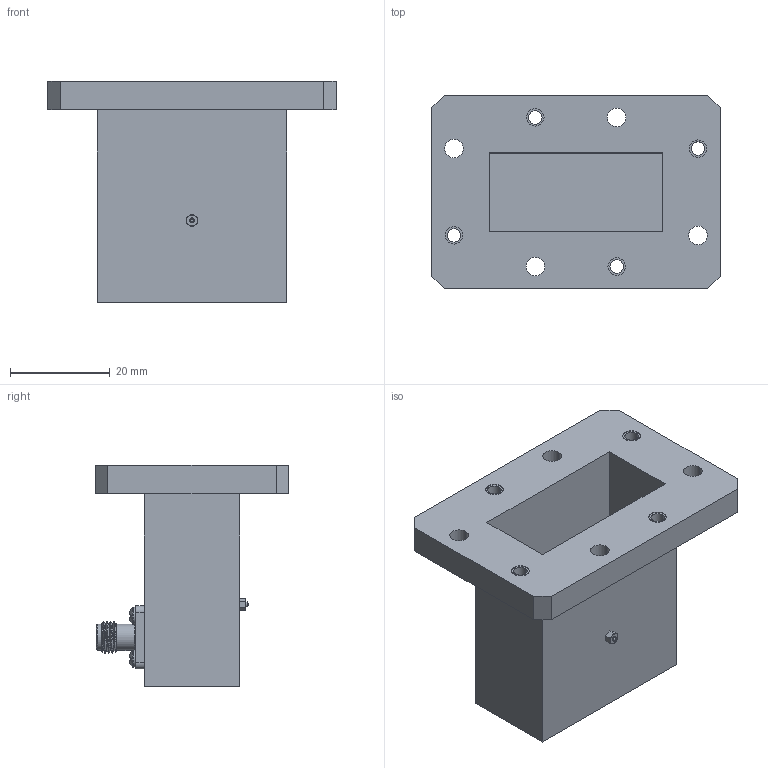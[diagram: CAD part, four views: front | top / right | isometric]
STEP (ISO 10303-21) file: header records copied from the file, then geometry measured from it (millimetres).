
FILE_DESCRIPTION (( 'STEP AP214' ), '1' );
FILE_NAME ('PEWCA1048.step', '2021-05-20T17:07:30', ( '' ), ( '' ), 'SwSTEP 2.0', 'SolidWorks 2020', '' );
FILE_SCHEMA (( 'AUTOMOTIVE_DESIGN' ));
Length unit declared in the file: inch
Products named in the file (3): SMA FEMALE; PEWCA1048
Assembly tree (2 placements, depth 2):
  PEWCA1048
    PEWCA1048
    SMA FEMALE
Bounding box: 57.94 x 38.89 x 44.45 mm (x, y, z)
Volume: 18011.5 mm3; surface area: 15522.3 mm2
Topology: 12 solids, 12 shells, 305 faces, 780 edges, 512 vertices
Faces by surface type: plane 126, cylinder 105, cone 41, bspline 31, torus 2
Entity records: 15603 total; most frequent: CARTESIAN_POINT 8363, ORIENTED_EDGE 1560, DIRECTION 1328, EDGE_CURVE 780, AXIS2_PLACEMENT_3D 514, VERTEX_POINT 512, EDGE_LOOP 346, ADVANCED_FACE 305
